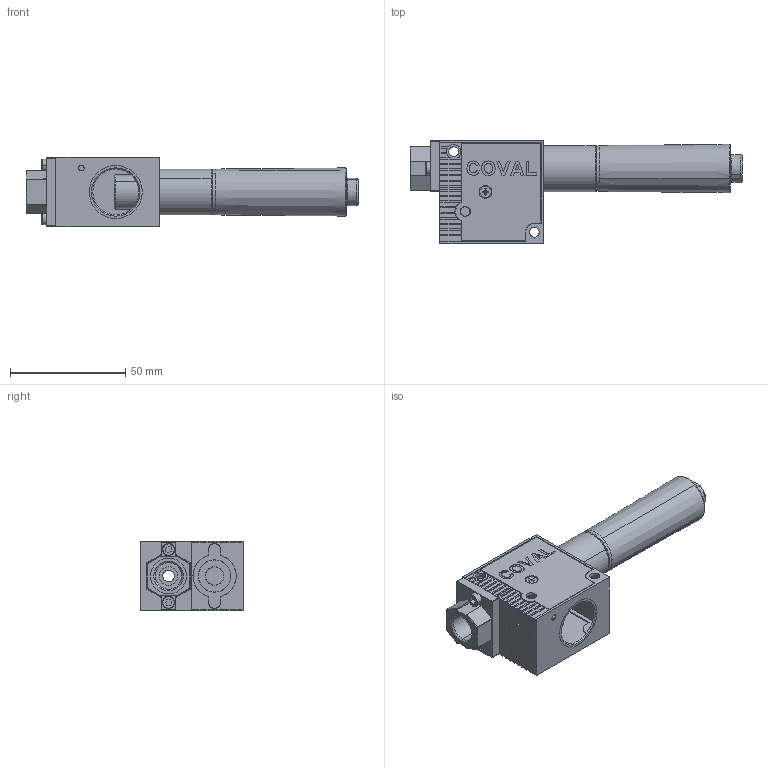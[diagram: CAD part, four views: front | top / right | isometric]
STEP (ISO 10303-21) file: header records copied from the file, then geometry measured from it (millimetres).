
FILE_DESCRIPTION(('STEP AP214'),'1');
FILE_NAME('COVAL_GVP12XK14.stp','2017-12-27T14:32:45',('TraceParts'),('TraceParts S.A.'),'Spatial InterOp 3D',' ',' ');
FILE_SCHEMA(('automotive_design'));
Length unit declared in the file: millimetre
Products named in the file (4): COVAL_GVP12XK14_1; COVAL_GVP12XK14_2; COVAL_GVP12XK14_3; COVAL_GVP12XK14_4
Bounding box: 144.2 x 45 x 30 mm (x, y, z)
Volume: 43599.3 mm3; surface area: 43051.6 mm2
Topology: 25 solids, 25 shells, 803 faces, 2042 edges, 1322 vertices
Faces by surface type: plane 422, cylinder 199, cone 76, torus 64, bspline 38, sphere 4
Entity records: 34515 total; most frequent: CARTESIAN_POINT 8033, DIRECTION 4128, ORIENTED_EDGE 4084, EDGE_CURVE 2042, AXIS2_PLACEMENT_3D 1429, VERTEX_POINT 1322, LINE 1270, VECTOR 1270
